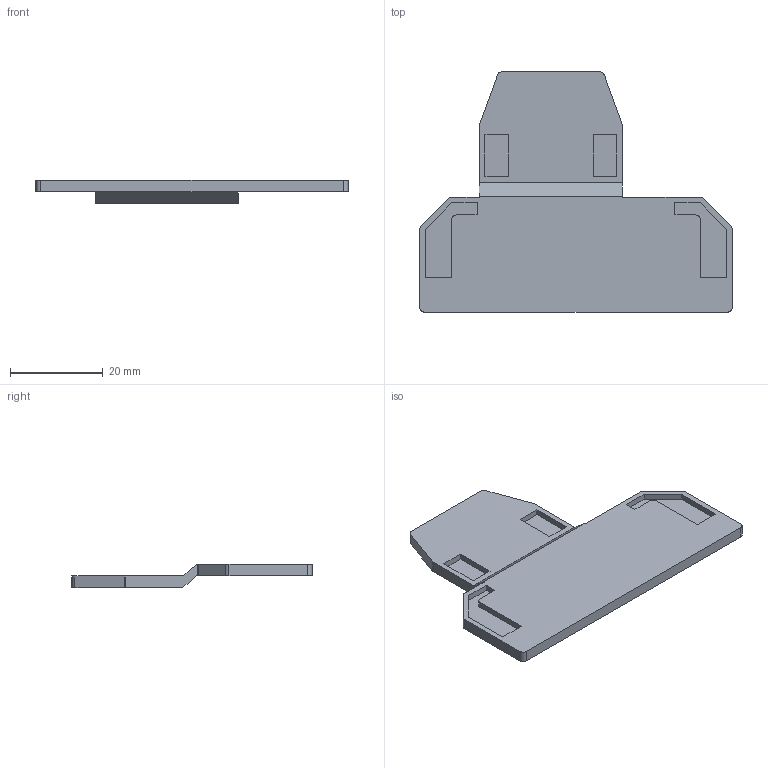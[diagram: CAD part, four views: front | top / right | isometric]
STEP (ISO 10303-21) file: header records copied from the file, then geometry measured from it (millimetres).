
FILE_DESCRIPTION(('STEP AP203'), '1');
FILE_NAME('MTU-PDL', '2024-05-27T13:31:56', ('砐錪賧瘔蠈錪 Windows'), (''), 'C3D Converter', 'C3D Toolkit', '');
FILE_SCHEMA(('CONFIG_CONTROL_DESIGN'));
Length unit declared in the file: millimetre
Bounding box: 67.2 x 51.7 x 5 mm (x, y, z)
Volume: 3552.3 mm3; surface area: 6333.5 mm2
Topology: 1 solids, 1 shells, 126 faces, 325 edges, 217 vertices
Faces by surface type: plane 100, cylinder 22, cone 4
Full cylindrical faces by diameter (mm): 2.35 x2
Entity records: 4823 total; most frequent: CARTESIAN_POINT 663, ORIENTED_EDGE 638, DIRECTION 626, EDGE_CURVE 319, LINE 266, VECTOR 266, VERTEX_POINT 217, AXIS2_PLACEMENT_3D 180
